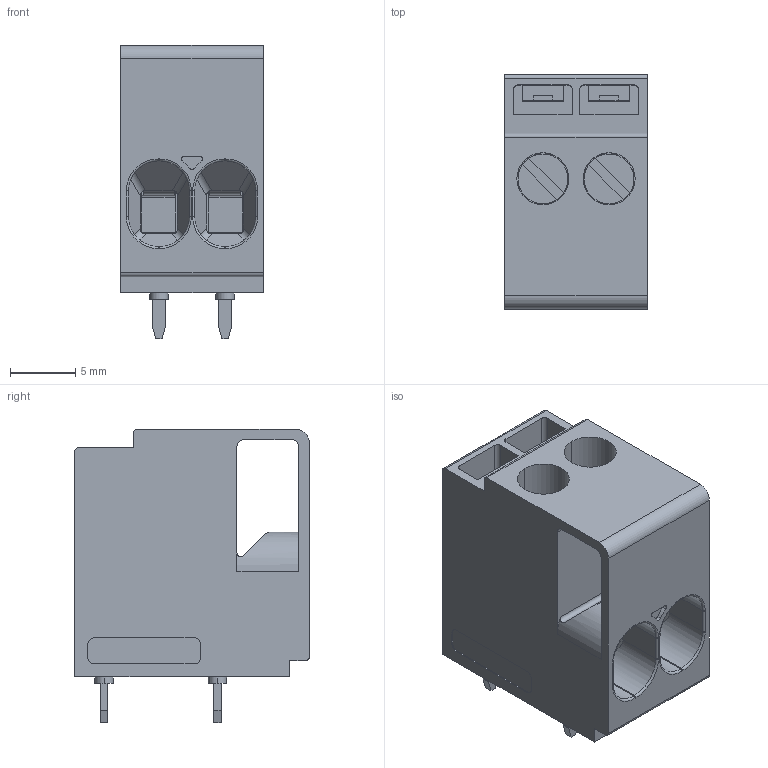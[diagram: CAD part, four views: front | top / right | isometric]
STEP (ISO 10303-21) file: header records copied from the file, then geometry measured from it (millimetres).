
FILE_DESCRIPTION(('Creo Elements/Direct Modeling STEP Export'),'2;1');
FILE_NAME('model.stp','2018-04-20T13:01:40',(''),(''),'Creo Elements/Direct Modeling STEP processor for AP214 (Solid Model)','Creo Elements/Direct Modeling 18.1I 14-Aug-2016 (C) Parametric Technology GmbH','');
FILE_SCHEMA(('AUTOMOTIVE_DESIGN { 1 0 10303 214 1 1 1 1 }'));
Length unit declared in the file: millimetre
Products named in the file (7): LP_TDPT_2_5_SC_current_bar; KK_TDPT_Klemmhuelse; AC_MKDSN_2_5_Laengsschlitz; Bohrloch; TDPT-2.5-KLM; TDPT-2.5-2-SC-5.08-GEH; TDPT_2.5_2-SC-5.08
Assembly tree (8 placements, depth 3):
  TDPT_2.5_2-SC-5.08
    TDPT-2.5-KLM  x2
      Bohrloch
      AC_MKDSN_2_5_Laengsschlitz
      KK_TDPT_Klemmhuelse
      LP_TDPT_2_5_SC_current_bar
    TDPT-2.5-2-SC-5.08-GEH
Bounding box: 10.96 x 18 x 22.5 mm (x, y, z)
Volume: 2039.4 mm3; surface area: 3977.9 mm2
Topology: 11 solids, 11 shells, 1183 faces, 3301 edges, 2196 vertices
Faces by surface type: plane 1036, cylinder 106, extrusion 33, torus 8
Entity records: 45495 total; most frequent: CARTESIAN_POINT 8488, ORIENTED_EDGE 6130, DIRECTION 5245, EDGE_CURVE 3065, VECTOR 2825, LINE 2792, VERTEX_POINT 2038, AXIS2_PLACEMENT_3D 1210
